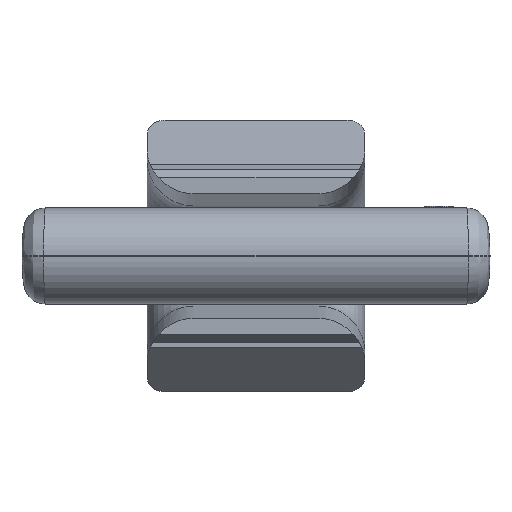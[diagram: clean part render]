
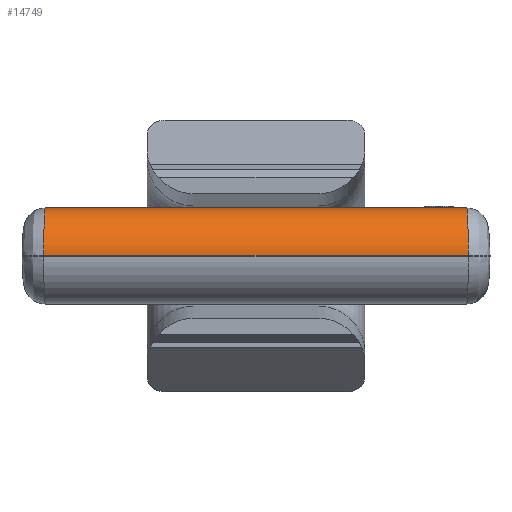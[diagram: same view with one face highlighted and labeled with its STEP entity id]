
A CAD part, front view. The second image highlights one B-rep face of the part: STEP entity #14749.
In plain terms, the highlighted cylindrical face has radius 13 mm (diameter 26 mm), a partial arc.
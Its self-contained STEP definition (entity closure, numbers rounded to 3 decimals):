
#10321=DIRECTION('',(-1.,0.,0.));
#10322=VECTOR('',#10321,117.06);
#10323=CARTESIAN_POINT('',(58.53,-89.,
0.25));
#10324=LINE('',#10323,#10322);
#10325=CARTESIAN_POINT('',(-58.067,-76.,
13.25));
#10326=CARTESIAN_POINT('',(-58.073,-76.155,
13.25));
#10327=CARTESIAN_POINT('',(-58.084,-76.464,
13.244));
#10328=CARTESIAN_POINT('',(-58.1,-76.928,
13.22));
#10329=CARTESIAN_POINT('',(-58.117,-77.39,
13.178));
#10330=CARTESIAN_POINT('',(-58.133,-77.851,
13.12));
#10331=CARTESIAN_POINT('',(-58.149,-78.31,
13.046));
#10332=CARTESIAN_POINT('',(-58.166,-78.765,
12.955));
#10333=CARTESIAN_POINT('',(-58.182,-79.217,
12.849));
#10334=CARTESIAN_POINT('',(-58.198,-79.665,
12.726));
#10335=CARTESIAN_POINT('',(-58.213,-80.108,
12.587));
#10336=CARTESIAN_POINT('',(-58.229,-80.546,
12.432));
#10337=CARTESIAN_POINT('',(-58.244,-80.978,
12.262));
#10338=CARTESIAN_POINT('',(-58.26,-81.403,
12.077));
#10339=CARTESIAN_POINT('',(-58.274,-81.822,
11.876));
#10340=CARTESIAN_POINT('',(-58.289,-82.233,
11.661));
#10341=CARTESIAN_POINT('',(-58.304,-82.637,
11.431));
#10342=CARTESIAN_POINT('',(-58.318,-83.032,
11.187));
#10343=CARTESIAN_POINT('',(-58.331,-83.418,
10.929));
#10344=CARTESIAN_POINT('',(-58.345,-83.794,
10.658));
#10345=CARTESIAN_POINT('',(-58.358,-84.161,
10.373));
#10346=CARTESIAN_POINT('',(-58.37,-84.517,
10.075));
#10347=CARTESIAN_POINT('',(-58.383,-84.862,
9.765));
#10348=CARTESIAN_POINT('',(-58.395,-85.196,
9.443));
#10349=CARTESIAN_POINT('',(-58.406,-85.518,
9.108));
#10350=CARTESIAN_POINT('',(-58.417,-85.828,
8.763));
#10351=CARTESIAN_POINT('',(-58.428,-86.126,
8.407));
#10352=CARTESIAN_POINT('',(-58.438,-86.411,
8.04));
#10353=CARTESIAN_POINT('',(-58.448,-86.682,
7.664));
#10354=CARTESIAN_POINT('',(-58.457,-86.94,
7.278));
#10355=CARTESIAN_POINT('',(-58.465,-87.184,
6.883));
#10356=CARTESIAN_POINT('',(-58.474,-87.413,
6.48));
#10357=CARTESIAN_POINT('',(-58.481,-87.628,
6.068));
#10358=CARTESIAN_POINT('',(-58.488,-87.829,
5.65));
#10359=CARTESIAN_POINT('',(-58.495,-88.014,
5.224));
#10360=CARTESIAN_POINT('',(-58.501,-88.184,
4.792));
#10361=CARTESIAN_POINT('',(-58.507,-88.338,
4.355));
#10362=CARTESIAN_POINT('',(-58.511,-88.476,
3.912));
#10363=CARTESIAN_POINT('',(-58.516,-88.599,
3.464));
#10364=CARTESIAN_POINT('',(-58.52,-88.706,
3.013));
#10365=CARTESIAN_POINT('',(-58.523,-88.796,
2.558));
#10366=CARTESIAN_POINT('',(-58.525,-88.871,
2.1));
#10367=CARTESIAN_POINT('',(-58.528,-88.928,
1.639));
#10368=CARTESIAN_POINT('',(-58.529,-88.97,
1.177));
#10369=CARTESIAN_POINT('',(-58.53,-88.994,
0.714));
#10370=CARTESIAN_POINT('',(-58.53,-89.,
0.405));
#10371=CARTESIAN_POINT('',(-58.53,-89.,
0.25));
#10373=DIRECTION('',(1.,0.,0.));
#10374=VECTOR('',#10373,116.134);
#10375=CARTESIAN_POINT('',(-58.067,-76.,
13.25));
#10376=LINE('',#10375,#10374);
#10377=CARTESIAN_POINT('',(58.067,-76.,
13.25));
#10378=CARTESIAN_POINT('',(58.073,-76.155,
13.25));
#10379=CARTESIAN_POINT('',(58.084,-76.464,
13.244));
#10380=CARTESIAN_POINT('',(58.1,-76.928,
13.22));
#10381=CARTESIAN_POINT('',(58.117,-77.39,
13.178));
#10382=CARTESIAN_POINT('',(58.133,-77.851,
13.12));
#10383=CARTESIAN_POINT('',(58.149,-78.31,
13.046));
#10384=CARTESIAN_POINT('',(58.166,-78.765,
12.955));
#10385=CARTESIAN_POINT('',(58.182,-79.217,
12.849));
#10386=CARTESIAN_POINT('',(58.198,-79.665,
12.726));
#10387=CARTESIAN_POINT('',(58.213,-80.108,
12.587));
#10388=CARTESIAN_POINT('',(58.229,-80.546,
12.432));
#10389=CARTESIAN_POINT('',(58.244,-80.978,
12.262));
#10390=CARTESIAN_POINT('',(58.26,-81.403,
12.077));
#10391=CARTESIAN_POINT('',(58.274,-81.822,
11.876));
#10392=CARTESIAN_POINT('',(58.289,-82.233,
11.661));
#10393=CARTESIAN_POINT('',(58.304,-82.637,
11.431));
#10394=CARTESIAN_POINT('',(58.318,-83.032,
11.187));
#10395=CARTESIAN_POINT('',(58.331,-83.418,
10.929));
#10396=CARTESIAN_POINT('',(58.345,-83.794,
10.658));
#10397=CARTESIAN_POINT('',(58.358,-84.161,
10.373));
#10398=CARTESIAN_POINT('',(58.37,-84.517,
10.075));
#10399=CARTESIAN_POINT('',(58.383,-84.862,
9.765));
#10400=CARTESIAN_POINT('',(58.395,-85.196,
9.443));
#10401=CARTESIAN_POINT('',(58.406,-85.518,
9.108));
#10402=CARTESIAN_POINT('',(58.417,-85.828,
8.763));
#10403=CARTESIAN_POINT('',(58.428,-86.126,
8.407));
#10404=CARTESIAN_POINT('',(58.438,-86.411,
8.04));
#10405=CARTESIAN_POINT('',(58.448,-86.682,
7.664));
#10406=CARTESIAN_POINT('',(58.457,-86.94,
7.278));
#10407=CARTESIAN_POINT('',(58.465,-87.184,
6.883));
#10408=CARTESIAN_POINT('',(58.474,-87.413,
6.48));
#10409=CARTESIAN_POINT('',(58.481,-87.628,
6.068));
#10410=CARTESIAN_POINT('',(58.488,-87.829,
5.65));
#10411=CARTESIAN_POINT('',(58.495,-88.014,
5.224));
#10412=CARTESIAN_POINT('',(58.501,-88.184,
4.792));
#10413=CARTESIAN_POINT('',(58.507,-88.338,
4.355));
#10414=CARTESIAN_POINT('',(58.511,-88.476,
3.912));
#10415=CARTESIAN_POINT('',(58.516,-88.599,
3.464));
#10416=CARTESIAN_POINT('',(58.52,-88.706,
3.013));
#10417=CARTESIAN_POINT('',(58.523,-88.796,
2.558));
#10418=CARTESIAN_POINT('',(58.525,-88.871,
2.1));
#10419=CARTESIAN_POINT('',(58.528,-88.928,
1.639));
#10420=CARTESIAN_POINT('',(58.529,-88.97,
1.177));
#10421=CARTESIAN_POINT('',(58.53,-88.994,
0.714));
#10422=CARTESIAN_POINT('',(58.53,-89.,
0.405));
#10423=CARTESIAN_POINT('',(58.53,-89.,
0.25));
#11654=CARTESIAN_POINT('',(-58.067,-76.,
13.25));
#11656=VERTEX_POINT('',#11654);
#11729=CARTESIAN_POINT('',(58.067,-76.,
13.25));
#11731=VERTEX_POINT('',#11729);
#11917=VERTEX_POINT('',#10371);
#11919=VERTEX_POINT('',#10423);
#14736=CARTESIAN_POINT('',(149.596,-76.,0.25));
#14737=DIRECTION('',(1.,0.,0.));
#14738=DIRECTION('',(0.,0.,1.));
#14739=AXIS2_PLACEMENT_3D('',#14736,#14737,#14738);
#14740=CYLINDRICAL_SURFACE('',#14739,13.);
#14742=ORIENTED_EDGE('',*,*,#14741,.T.);
#14743=ORIENTED_EDGE('',*,*,#14727,.F.);
#14744=ORIENTED_EDGE('',*,*,#11947,.T.);
#14746=ORIENTED_EDGE('',*,*,#14745,.T.);
#14747=EDGE_LOOP('',(#14742,#14743,#14744,#14746));
#14748=FACE_OUTER_BOUND('',#14747,.F.);
#14749=ADVANCED_FACE('',(#14748),#14740,.T.);
#10372=B_SPLINE_CURVE_WITH_KNOTS('',3,(#10325,#10326,#10327,#10328,#10329,
#10330,#10331,#10332,#10333,#10334,#10335,#10336,#10337,#10338,#10339,#10340,
#10341,#10342,#10343,#10344,#10345,#10346,#10347,#10348,#10349,#10350,#10351,
#10352,#10353,#10354,#10355,#10356,#10357,#10358,#10359,#10360,#10361,#10362,
#10363,#10364,#10365,#10366,#10367,#10368,#10369,#10370,#10371),.UNSPECIFIED.,
.F.,.F.,(4,1,1,1,1,1,1,1,1,1,1,1,1,1,1,1,1,1,1,1,1,1,1,1,1,1,1,1,1,1,1,1,1,1,1,
1,1,1,1,1,1,1,1,1,4),(0.,0.023,0.045,
0.068,0.091,0.114,0.136,
0.159,0.182,0.205,0.227,0.25,
0.273,0.295,0.318,0.341,
0.364,0.386,0.409,0.432,
0.455,0.477,0.5,0.523,0.545,
0.568,0.591,0.614,0.636,
0.659,0.682,0.705,0.727,0.75,
0.773,0.795,0.818,0.841,
0.864,0.886,0.909,0.932,
0.955,0.977,1.),.UNSPECIFIED.);
#10424=B_SPLINE_CURVE_WITH_KNOTS('',3,(#10377,#10378,#10379,#10380,#10381,
#10382,#10383,#10384,#10385,#10386,#10387,#10388,#10389,#10390,#10391,#10392,
#10393,#10394,#10395,#10396,#10397,#10398,#10399,#10400,#10401,#10402,#10403,
#10404,#10405,#10406,#10407,#10408,#10409,#10410,#10411,#10412,#10413,#10414,
#10415,#10416,#10417,#10418,#10419,#10420,#10421,#10422,#10423),.UNSPECIFIED.,
.F.,.F.,(4,1,1,1,1,1,1,1,1,1,1,1,1,1,1,1,1,1,1,1,1,1,1,1,1,1,1,1,1,1,1,1,1,1,1,
1,1,1,1,1,1,1,1,1,4),(0.,0.023,0.045,
0.068,0.091,0.114,0.136,
0.159,0.182,0.205,0.227,0.25,
0.273,0.295,0.318,0.341,
0.364,0.386,0.409,0.432,
0.455,0.477,0.5,0.523,0.545,
0.568,0.591,0.614,0.636,
0.659,0.682,0.705,0.727,0.75,
0.773,0.795,0.818,0.841,
0.864,0.886,0.909,0.932,
0.955,0.977,1.),.UNSPECIFIED.);
#11947=EDGE_CURVE('',#11656,#11731,#10376,.T.);
#14727=EDGE_CURVE('',#11656,#11917,#10372,.T.);
#14741=EDGE_CURVE('',#11919,#11917,#10324,.T.);
#14745=EDGE_CURVE('',#11731,#11919,#10424,.T.);
